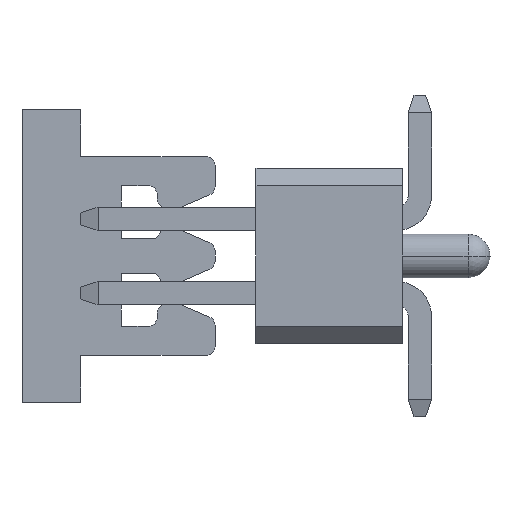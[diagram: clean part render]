
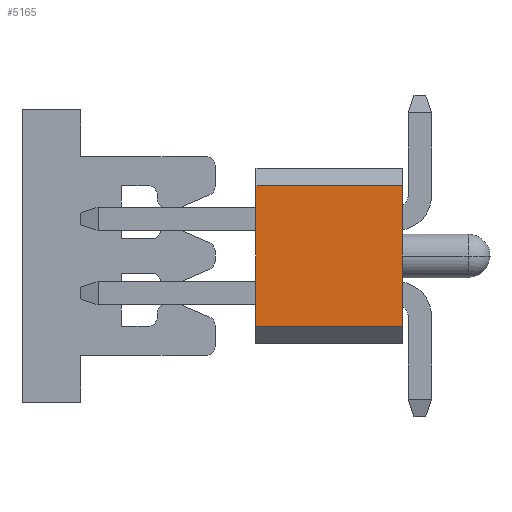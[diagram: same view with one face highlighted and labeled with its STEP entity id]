
A CAD part, left-side view. The second image highlights one B-rep face of the part: STEP entity #5165.
In plain terms, the highlighted planar face has unit normal (-1, 0, 0).
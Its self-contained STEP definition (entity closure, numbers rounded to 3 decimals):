
#565=CARTESIAN_POINT('',(-0.635,2.5,-1.2));
#566=VERTEX_POINT('',#565);
#573=CARTESIAN_POINT('',(-0.635,2.5,1.2));
#574=VERTEX_POINT('',#573);
#575=CARTESIAN_POINT('',(-0.635,2.5,-1.2));
#576=DIRECTION('',(0.,0.,1.));
#577=VECTOR('',#576,2.4);
#578=LINE('',#575,#577);
#579=EDGE_CURVE('',#566,#574,#578,.T.);
#1594=CARTESIAN_POINT('',(-0.635,0.,1.2));
#1595=VERTEX_POINT('',#1594);
#1602=CARTESIAN_POINT('',(-0.635,0.,-1.2));
#1603=VERTEX_POINT('',#1602);
#1604=CARTESIAN_POINT('',(-0.635,0.,1.2));
#1605=DIRECTION('',(0.,0.,-1.));
#1606=VECTOR('',#1605,2.4);
#1607=LINE('',#1604,#1606);
#1608=EDGE_CURVE('',#1595,#1603,#1607,.T.);
#5139=CARTESIAN_POINT('',(-0.635,2.5,1.2));
#5140=DIRECTION('',(0.,-1.,0.));
#5141=VECTOR('',#5140,2.5);
#5142=LINE('',#5139,#5141);
#5143=EDGE_CURVE('',#574,#1595,#5142,.T.);
#5149=CARTESIAN_POINT('',(-0.635,2.5,1.5));
#5150=DIRECTION('',(0.,0.,-1.));
#5151=DIRECTION('',(-1.,-0.,-0.));
#5152=AXIS2_PLACEMENT_3D('',#5149,#5151,#5150);
#5153=PLANE('',#5152);
#5154=ORIENTED_EDGE('',*,*,#579,.F.);
#5155=CARTESIAN_POINT('',(-0.635,2.5,-1.2));
#5156=DIRECTION('',(0.,-1.,0.));
#5157=VECTOR('',#5156,2.5);
#5158=LINE('',#5155,#5157);
#5159=EDGE_CURVE('',#566,#1603,#5158,.T.);
#5160=ORIENTED_EDGE('',*,*,#5159,.T.);
#5161=ORIENTED_EDGE('',*,*,#1608,.F.);
#5162=ORIENTED_EDGE('',*,*,#5143,.F.);
#5163=EDGE_LOOP('',(#5154,#5160,#5161,#5162));
#5164=FACE_OUTER_BOUND('',#5163,.T.);
#5165=ADVANCED_FACE('',(#5164),#5153,.T.);
